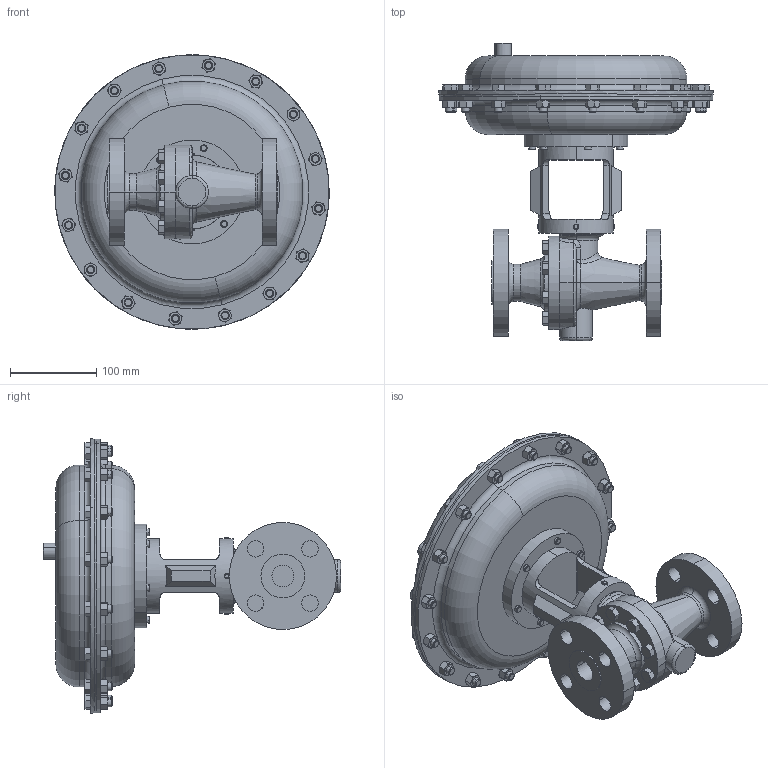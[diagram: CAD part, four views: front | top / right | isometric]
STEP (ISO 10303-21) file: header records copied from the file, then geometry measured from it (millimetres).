
FILE_DESCRIPTION (( 'STEP AP203' ), '1' );
FILE_NAME ('70-100-CS+S6-I3-55M.STEP', '2017-08-30T15:48:17', ( '' ), ( '' ), 'SwSTEP 2.0', 'SolidWorks 2014', '' );
FILE_SCHEMA (( 'CONFIG_CONTROL_DESIGN' ));
Length unit declared in the file: inch
Products named in the file (1): 70-100-CS+S6-I3-55M
Bounding box: 317.5 x 343.79 x 317.5 mm (x, y, z)
Volume: 6208392.5 mm3; surface area: 384603.6 mm2
Topology: 1 solids, 1 shells, 917 faces, 2072 edges, 1234 vertices
Faces by surface type: cone 401, plane 348, cylinder 136, torus 25, bspline 5, sphere 2
Entity records: 28986 total; most frequent: CARTESIAN_POINT 9425, ORIENTED_EDGE 4144, DIRECTION 3861, EDGE_CURVE 2072, AXIS2_PLACEMENT_3D 1611, VERTEX_POINT 1234, EDGE_LOOP 1012, ADVANCED_FACE 917
